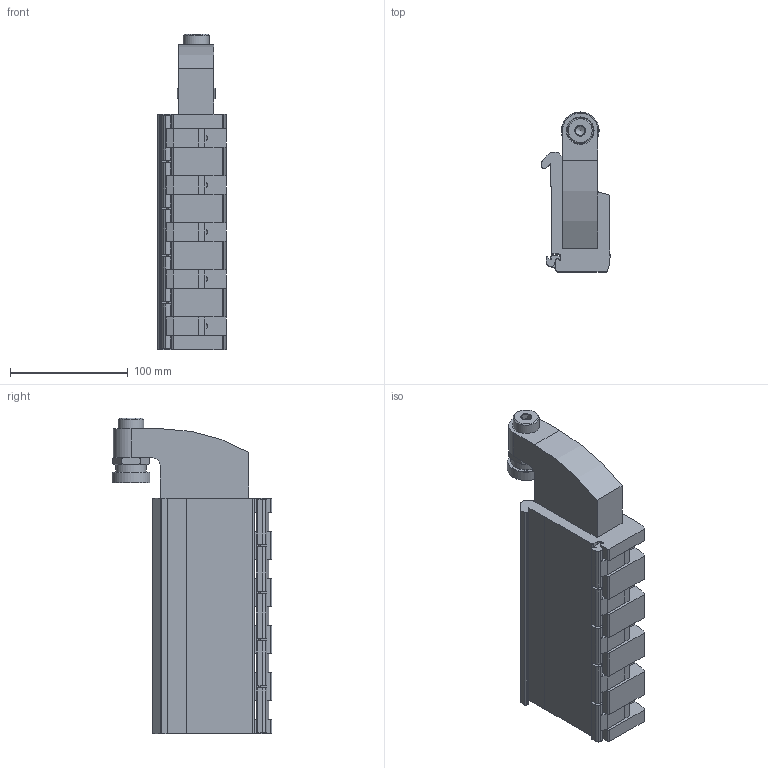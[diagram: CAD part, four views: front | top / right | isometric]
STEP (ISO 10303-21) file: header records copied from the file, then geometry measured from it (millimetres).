
FILE_DESCRIPTION(/* description */ ('STEP AP214'),/* implementation_level */ '2;1');
FILE_NAME(/* name */ '545243_KYC-63',/* time_stamp */ '2024-08-29T19:24:04+02:00',/* author */ ('License CC BY-ND 4.0'),/* organization */ ('CADENAS'),/* preprocessor_version */ 'ST-DEVELOPER v19.3',/* originating_system */ 'PARTsolutions',/* authorisation */ ' ');
FILE_SCHEMA (('AUTOMOTIVE_DESIGN {1 0 10303 214 3 1 1}'));
Length unit declared in the file: millimetre
Products named in the file (7): 545243 KYC-63; 695771 KYC-63; 695774 KYC-63; 695773 KYC-63; 337143 VAL; 690990 DADM-DGC-25/32-A; DIN-912 - M12x200(F)
Assembly tree (10 placements, depth 2):
  545243 KYC-63
    695771 KYC-63
    695774 KYC-63
    695773 KYC-63
    337143 VAL
    690990 DADM-DGC-25/32-A  x5
    DIN-912 - M12x200(F)
Bounding box: 57.79 x 135.5 x 268 mm (x, y, z)
Volume: 910188.9 mm3; surface area: 162170.5 mm2
Topology: 10 solids, 10 shells, 471 faces, 1281 edges, 835 vertices
Faces by surface type: plane 216, cylinder 204, cone 49, torus 2
Full cylindrical faces by diameter (mm): 4.917 x5, 5 x1, 8 x5, 10.106 x1, 12 x1, 13.5 x1, 18 x1, 19.76 x1, 20.376 x2, 22 x4, 26 x1, 32 x1
Entity records: 8770 total; most frequent: CARTESIAN_POINT 1586, DIRECTION 1527, ORIENTED_EDGE 1370, EDGE_CURVE 685, AXIS2_PLACEMENT_3D 581, VERTEX_POINT 470, LINE 365, VECTOR 365
